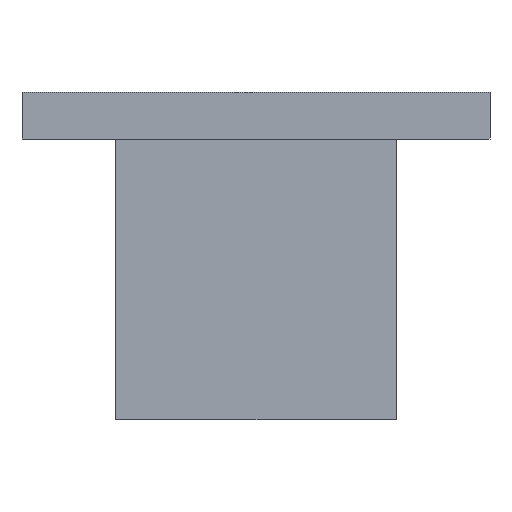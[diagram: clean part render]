
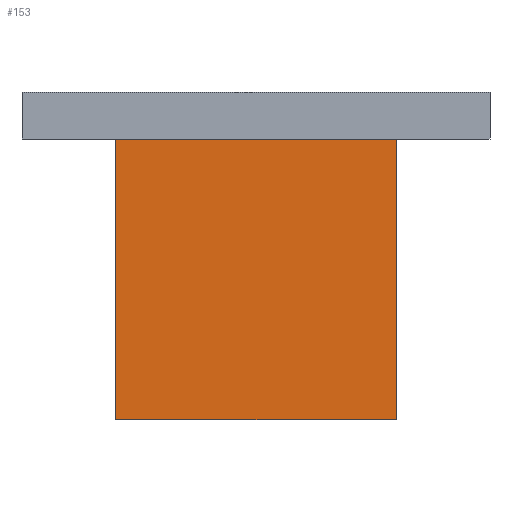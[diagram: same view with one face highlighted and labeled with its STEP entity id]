
A CAD part, top view. The second image highlights one B-rep face of the part: STEP entity #153.
In plain terms, the highlighted free-form (B-spline) face has degree [3, 3] with [4, 4] control points.
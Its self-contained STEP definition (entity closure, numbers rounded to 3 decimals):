
#153 = ADVANCED_FACE('',(#154),#168,.T.);
#154 = FACE_BOUND('',#155,.F.);
#155 = EDGE_LOOP('',(#156,#190,#205,#220));
#156 = ORIENTED_EDGE('',*,*,#157,.T.);
#157 = EDGE_CURVE('',#158,#160,#162,.T.);
#158 = VERTEX_POINT('',#159);
#159 = CARTESIAN_POINT('',(20.,0.,0.));
#160 = VERTEX_POINT('',#161);
#161 = CARTESIAN_POINT('',(80.,0.,0.));
#162 = SURFACE_CURVE('',#163,(#167),.PCURVE_S1.);
#163 = LINE('',#164,#165);
#164 = CARTESIAN_POINT('',(20.,0.,0.));
#165 = VECTOR('',#166,1.);
#166 = DIRECTION('',(1.,0.,0.));
#167 = PCURVE('',#168,#185);
#168 = B_SPLINE_SURFACE_WITH_KNOTS('',3,3,(
    (#169,#170,#171,#172)
    ,(#173,#174,#175,#176)
    ,(#177,#178,#179,#180)
    ,(#181,#182,#183,#184
    )),.UNSPECIFIED.,.F.,.F.,.F.,(4,4),(4,4),(-33.,33.),(-33.,33.),
  .PIECEWISE_BEZIER_KNOTS.);
#169 = CARTESIAN_POINT('',(17.,-63.,0.));
#170 = CARTESIAN_POINT('',(17.,-41.,0.));
#171 = CARTESIAN_POINT('',(17.,-19.,0.));
#172 = CARTESIAN_POINT('',(17.,3.,0.));
#173 = CARTESIAN_POINT('',(39.,-63.,0.));
#174 = CARTESIAN_POINT('',(39.,-41.,0.));
#175 = CARTESIAN_POINT('',(39.,-19.,0.));
#176 = CARTESIAN_POINT('',(39.,3.,0.));
#177 = CARTESIAN_POINT('',(61.,-63.,0.));
#178 = CARTESIAN_POINT('',(61.,-41.,0.));
#179 = CARTESIAN_POINT('',(61.,-19.,0.));
#180 = CARTESIAN_POINT('',(61.,3.,0.));
#181 = CARTESIAN_POINT('',(83.,-63.,0.));
#182 = CARTESIAN_POINT('',(83.,-41.,0.));
#183 = CARTESIAN_POINT('',(83.,-19.,0.));
#184 = CARTESIAN_POINT('',(83.,3.,0.));
#185 = DEFINITIONAL_REPRESENTATION('',(#186),#189);
#186 = B_SPLINE_CURVE_WITH_KNOTS('',1,(#187,#188),.UNSPECIFIED.,.F.,.F.,
  (2,2),(0.,60.),.PIECEWISE_BEZIER_KNOTS.);
#187 = CARTESIAN_POINT('',(-30.,30.));
#188 = CARTESIAN_POINT('',(30.,30.));
#189 = ( GEOMETRIC_REPRESENTATION_CONTEXT(2) 
PARAMETRIC_REPRESENTATION_CONTEXT() REPRESENTATION_CONTEXT('2D SPACE',''
  ) );
#190 = ORIENTED_EDGE('',*,*,#191,.T.);
#191 = EDGE_CURVE('',#160,#192,#194,.T.);
#192 = VERTEX_POINT('',#193);
#193 = CARTESIAN_POINT('',(80.,-60.,0.));
#194 = SURFACE_CURVE('',#195,(#199),.PCURVE_S1.);
#195 = LINE('',#196,#197);
#196 = CARTESIAN_POINT('',(80.,0.,0.));
#197 = VECTOR('',#198,1.);
#198 = DIRECTION('',(0.,-1.,0.));
#199 = PCURVE('',#168,#200);
#200 = DEFINITIONAL_REPRESENTATION('',(#201),#204);
#201 = B_SPLINE_CURVE_WITH_KNOTS('',1,(#202,#203),.UNSPECIFIED.,.F.,.F.,
  (2,2),(0.,60.),.PIECEWISE_BEZIER_KNOTS.);
#202 = CARTESIAN_POINT('',(30.,30.));
#203 = CARTESIAN_POINT('',(30.,-30.));
#204 = ( GEOMETRIC_REPRESENTATION_CONTEXT(2) 
PARAMETRIC_REPRESENTATION_CONTEXT() REPRESENTATION_CONTEXT('2D SPACE',''
  ) );
#205 = ORIENTED_EDGE('',*,*,#206,.T.);
#206 = EDGE_CURVE('',#192,#207,#209,.T.);
#207 = VERTEX_POINT('',#208);
#208 = CARTESIAN_POINT('',(20.,-60.,0.));
#209 = SURFACE_CURVE('',#210,(#214),.PCURVE_S1.);
#210 = LINE('',#211,#212);
#211 = CARTESIAN_POINT('',(80.,-60.,0.));
#212 = VECTOR('',#213,1.);
#213 = DIRECTION('',(-1.,0.,0.));
#214 = PCURVE('',#168,#215);
#215 = DEFINITIONAL_REPRESENTATION('',(#216),#219);
#216 = B_SPLINE_CURVE_WITH_KNOTS('',1,(#217,#218),.UNSPECIFIED.,.F.,.F.,
  (2,2),(0.,60.),.PIECEWISE_BEZIER_KNOTS.);
#217 = CARTESIAN_POINT('',(30.,-30.));
#218 = CARTESIAN_POINT('',(-30.,-30.));
#219 = ( GEOMETRIC_REPRESENTATION_CONTEXT(2) 
PARAMETRIC_REPRESENTATION_CONTEXT() REPRESENTATION_CONTEXT('2D SPACE',''
  ) );
#220 = ORIENTED_EDGE('',*,*,#221,.T.);
#221 = EDGE_CURVE('',#207,#158,#222,.T.);
#222 = SURFACE_CURVE('',#223,(#227),.PCURVE_S1.);
#223 = LINE('',#224,#225);
#224 = CARTESIAN_POINT('',(20.,-60.,0.));
#225 = VECTOR('',#226,1.);
#226 = DIRECTION('',(0.,1.,0.));
#227 = PCURVE('',#168,#228);
#228 = DEFINITIONAL_REPRESENTATION('',(#229),#232);
#229 = B_SPLINE_CURVE_WITH_KNOTS('',1,(#230,#231),.UNSPECIFIED.,.F.,.F.,
  (2,2),(0.,60.),.PIECEWISE_BEZIER_KNOTS.);
#230 = CARTESIAN_POINT('',(-30.,-30.));
#231 = CARTESIAN_POINT('',(-30.,30.));
#232 = ( GEOMETRIC_REPRESENTATION_CONTEXT(2) 
PARAMETRIC_REPRESENTATION_CONTEXT() REPRESENTATION_CONTEXT('2D SPACE',''
  ) );
